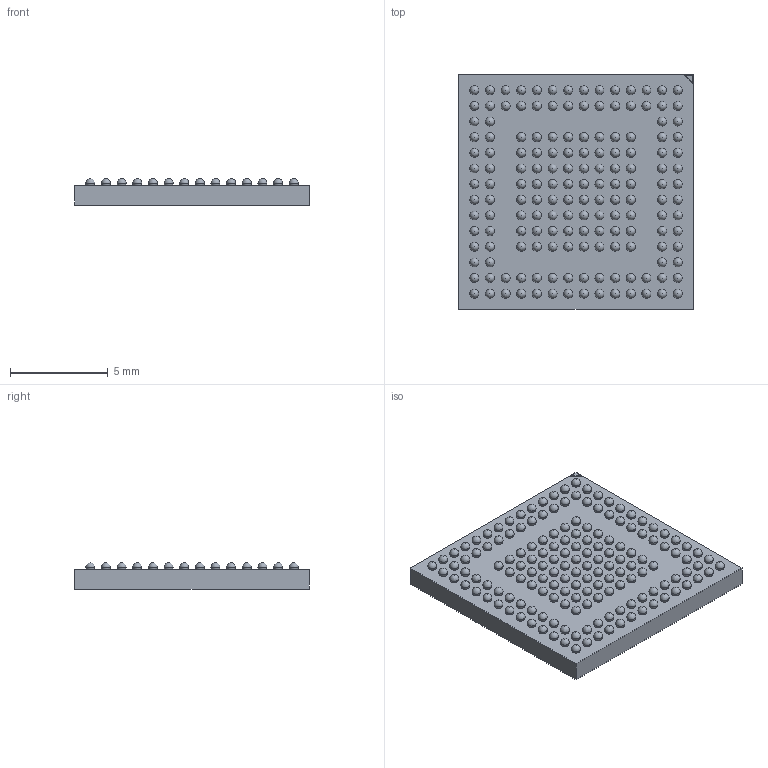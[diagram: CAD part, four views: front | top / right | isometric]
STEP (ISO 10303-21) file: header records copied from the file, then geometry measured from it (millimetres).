
FILE_DESCRIPTION (( 'STEP AP203' ), '1' );
FILE_NAME ('SJA1105P-Q-RS.STEP', '2022-06-05T11:12:30', ( '' ), ( '' ), 'SwSTEP 2.0', 'SolidWorks 2020', '' );
FILE_SCHEMA (( 'CONFIG_CONTROL_DESIGN' ));
Length unit declared in the file: millimetre
Products named in the file (1): SJA1105P-Q-RS
Bounding box: 12 x 12 x 1.36 mm (x, y, z)
Volume: 151 mm3; surface area: 398.5 mm2
Topology: 1 solids, 1 shells, 480 faces, 1706 edges, 1244 vertices
Faces by surface type: sphere 320, plane 116, bspline 36, cylinder 8
Entity records: 16411 total; most frequent: CARTESIAN_POINT 4571, DIRECTION 2540, ORIENTED_EDGE 2132, AXIS2_PLACEMENT_3D 1101, EDGE_CURVE 1066, VERTEX_POINT 924, EDGE_LOOP 816, CIRCLE 656
